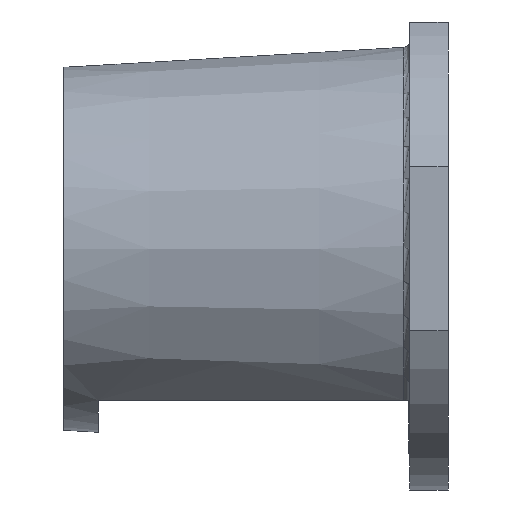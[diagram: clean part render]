
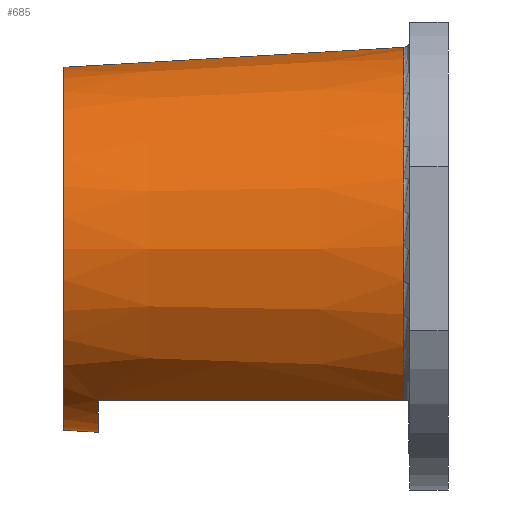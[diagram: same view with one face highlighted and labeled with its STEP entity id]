
A CAD part, left-side view. The second image highlights one B-rep face of the part: STEP entity #685.
In plain terms, the highlighted conical face has half-angle 3.366 degrees and reference radius 85 mm.
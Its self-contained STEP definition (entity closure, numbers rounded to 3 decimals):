
#40 = VERTEX_POINT ( 'NONE', #727 ) ;
#54 = AXIS2_PLACEMENT_3D ( 'NONE', #1256, #1246, #1241 ) ;
#111 = DIRECTION ( 'NONE',  ( 0., 0., -1. ) ) ;
#199 = ORIENTED_EDGE ( 'NONE', *, *, #806, .F. ) ;
#214 = CARTESIAN_POINT ( 'NONE',  ( -62.157, 20.824, -71. ) ) ;
#313 = ORIENTED_EDGE ( 'NONE', *, *, #617, .T. ) ;
#327 = ORIENTED_EDGE ( 'NONE', *, *, #1018, .F. ) ;
#332 = ORIENTED_EDGE ( 'NONE', *, *, #1379, .F. ) ;
#335 = ORIENTED_EDGE ( 'NONE', *, *, #517, .T. ) ;
#373 = LINE ( 'NONE', #1121, #532 ) ;
#374 = CONICAL_SURFACE ( 'NONE', #716, 85., 0.059 ) ;
#406 = DIRECTION ( 'NONE',  ( 0., 0., -1. ) ) ;
#414 = CARTESIAN_POINT ( 'NONE',  ( 0., 180., 85. ) ) ;
#421 = AXIS2_PLACEMENT_3D ( 'NONE', #664, #841, #111 ) ;
#481 = B_SPLINE_CURVE_WITH_KNOTS ( 'NONE', 3,
 ( #214, #959, #555, #1272, #662, #1396 ),
 .UNSPECIFIED., .F., .F.,
 ( 4, 2, 4 ),
 ( 0.139, 0.211, 0.283 ),
 .UNSPECIFIED. ) ;
#517 = EDGE_CURVE ( 'NONE', #658, #810, #373, .T. ) ;
#526 = DIRECTION ( 'NONE',  ( 0., -1., 0. ) ) ;
#532 = VECTOR ( 'NONE', #1050, 1000. ) ;
#555 = CARTESIAN_POINT ( 'NONE',  ( -57.831, 68.575, -71. ) ) ;
#603 = CIRCLE ( 'NONE', #1218, 85.941 ) ;
#617 = EDGE_CURVE ( 'NONE', #812, #40, #1304, .T. ) ;
#658 = VERTEX_POINT ( 'NONE', #877 ) ;
#661 = VERTEX_POINT ( 'NONE', #929 ) ;
#662 = CARTESIAN_POINT ( 'NONE',  ( -50.913, 140.158, -71. ) ) ;
#663 = VERTEX_POINT ( 'NONE', #414 ) ;
#664 = CARTESIAN_POINT ( 'NONE',  ( 0., 20.824, 0. ) ) ;
#685 = ADVANCED_FACE ( 'NONE', ( #1223 ), #374, .T. ) ;
#687 = ORIENTED_EDGE ( 'NONE', *, *, #964, .F. ) ;
#695 = DIRECTION ( 'NONE',  ( 0., -1., 0. ) ) ;
#716 = AXIS2_PLACEMENT_3D ( 'NONE', #821, #526, #406 ) ;
#727 = CARTESIAN_POINT ( 'NONE',  ( 0., 20.824, 94.363 ) ) ;
#781 = VECTOR ( 'NONE', #1318, 1000. ) ;
#806 = EDGE_CURVE ( 'NONE', #658, #663, #1403, .T. ) ;
#810 = VERTEX_POINT ( 'NONE', #1314 ) ;
#812 = VERTEX_POINT ( 'NONE', #1295 ) ;
#821 = CARTESIAN_POINT ( 'NONE',  ( 0., 180., 0. ) ) ;
#841 = DIRECTION ( 'NONE',  ( 0., 1., 0. ) ) ;
#877 = CARTESIAN_POINT ( 'NONE',  ( 0., 180., -85. ) ) ;
#889 = EDGE_LOOP ( 'NONE', ( #687, #199, #335, #327, #332, #313 ) ) ;
#929 = CARTESIAN_POINT ( 'NONE',  ( -48.424, 164., -71. ) ) ;
#959 = CARTESIAN_POINT ( 'NONE',  ( -60.024, 44.702, -71. ) ) ;
#964 = EDGE_CURVE ( 'NONE', #663, #40, #1115, .T. ) ;
#1017 = CARTESIAN_POINT ( 'NONE',  ( 0., 180., 85. ) ) ;
#1018 = EDGE_CURVE ( 'NONE', #661, #810, #603, .T. ) ;
#1050 = DIRECTION ( 'NONE',  ( 0., -0.998, -0.059 ) ) ;
#1115 = LINE ( 'NONE', #1017, #781 ) ;
#1121 = CARTESIAN_POINT ( 'NONE',  ( 0., 180., -85. ) ) ;
#1218 = AXIS2_PLACEMENT_3D ( 'NONE', #1300, #695, #1429 ) ;
#1223 = FACE_OUTER_BOUND ( 'NONE', #889, .T. ) ;
#1241 = DIRECTION ( 'NONE',  ( 0., 0., 1. ) ) ;
#1246 = DIRECTION ( 'NONE',  ( 0., 1., 0. ) ) ;
#1256 = CARTESIAN_POINT ( 'NONE',  ( 0., 180., 0. ) ) ;
#1272 = CARTESIAN_POINT ( 'NONE',  ( -53.275, 116.302, -71. ) ) ;
#1295 = CARTESIAN_POINT ( 'NONE',  ( -62.157, 20.824, -71. ) ) ;
#1300 = CARTESIAN_POINT ( 'NONE',  ( 0., 164., 0. ) ) ;
#1304 = CIRCLE ( 'NONE', #421, 94.363 ) ;
#1314 = CARTESIAN_POINT ( 'NONE',  ( 0., 164., -85.941 ) ) ;
#1318 = DIRECTION ( 'NONE',  ( 0., -0.998, 0.059 ) ) ;
#1379 = EDGE_CURVE ( 'NONE', #812, #661, #481, .T. ) ;
#1396 = CARTESIAN_POINT ( 'NONE',  ( -48.424, 164., -71. ) ) ;
#1403 = CIRCLE ( 'NONE', #54, 85. ) ;
#1429 = DIRECTION ( 'NONE',  ( 0., 0., 1. ) ) ;
